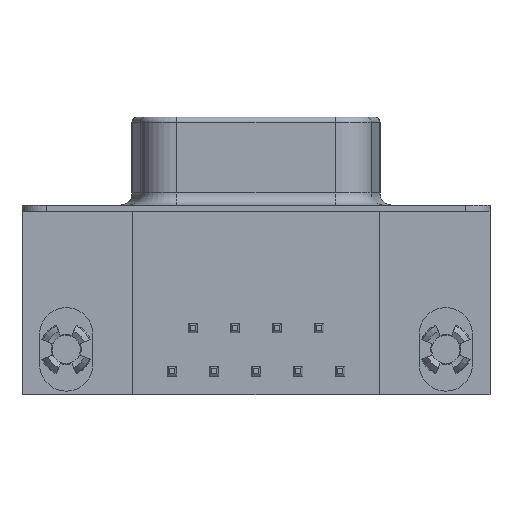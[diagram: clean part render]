
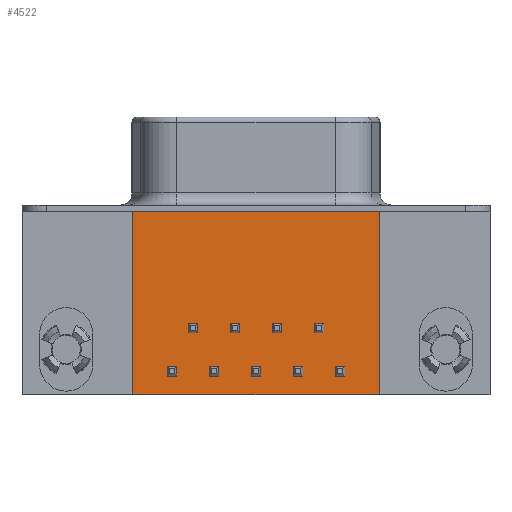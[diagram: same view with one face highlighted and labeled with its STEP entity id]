
A CAD part, front view. The second image highlights one B-rep face of the part: STEP entity #4522.
In plain terms, the highlighted planar face has unit normal (0, -1, 0).
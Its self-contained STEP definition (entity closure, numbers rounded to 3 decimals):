
#574 = VERTEX_POINT ( 'NONE', #9744 ) ;
#601 = EDGE_CURVE ( 'NONE', #9285, #574, #2225, .T. ) ;
#785 = DIRECTION ( 'NONE',  ( 0., 0., 1. ) ) ;
#1396 = EDGE_CURVE ( 'NONE', #4104, #9426, #6673, .T. ) ;
#1484 = AXIS2_PLACEMENT_3D ( 'NONE', #9508, #1726, #9475 ) ;
#1726 = DIRECTION ( 'NONE',  ( 0., -1., 0. ) ) ;
#2225 = LINE ( 'NONE', #7664, #5886 ) ;
#2412 = CARTESIAN_POINT ( 'NONE',  ( -8.129, -5.775, 9.1 ) ) ;
#3011 = LINE ( 'NONE', #4882, #9888 ) ;
#3741 = DIRECTION ( 'NONE',  ( 1., 0., 0. ) ) ;
#3799 = CARTESIAN_POINT ( 'NONE',  ( -8.129, -5.775, -3. ) ) ;
#3800 = CARTESIAN_POINT ( 'NONE',  ( 8.129, -5.775, 9.1 ) ) ;
#4089 = ORIENTED_EDGE ( 'NONE', *, *, #601, .T. ) ;
#4104 = VERTEX_POINT ( 'NONE', #9660 ) ;
#4207 = ORIENTED_EDGE ( 'NONE', *, *, #1396, .T. ) ;
#4231 = FACE_OUTER_BOUND ( 'NONE', #8663, .T. ) ;
#4452 = EDGE_CURVE ( 'NONE', #574, #4104, #7726, .T. ) ;
#4522 = ADVANCED_FACE ( 'NONE', ( #4231 ), #8739, .T. ) ;
#4768 = VECTOR ( 'NONE', #5390, 1000. ) ;
#4882 = CARTESIAN_POINT ( 'NONE',  ( -8.129, -5.775, 9.1 ) ) ;
#5088 = EDGE_CURVE ( 'NONE', #9426, #9285, #3011, .T. ) ;
#5193 = ORIENTED_EDGE ( 'NONE', *, *, #5088, .T. ) ;
#5390 = DIRECTION ( 'NONE',  ( -1., 0., 0. ) ) ;
#5438 = CARTESIAN_POINT ( 'NONE',  ( 8.129, -5.775, -3. ) ) ;
#5886 = VECTOR ( 'NONE', #3741, 1000. ) ;
#6302 = VECTOR ( 'NONE', #785, 1000. ) ;
#6673 = LINE ( 'NONE', #3800, #4768 ) ;
#7664 = CARTESIAN_POINT ( 'NONE',  ( -8.129, -5.775, -3. ) ) ;
#7726 = LINE ( 'NONE', #5438, #6302 ) ;
#7994 = DIRECTION ( 'NONE',  ( 0., 0., -1. ) ) ;
#8310 = ORIENTED_EDGE ( 'NONE', *, *, #4452, .T. ) ;
#8663 = EDGE_LOOP ( 'NONE', ( #5193, #4089, #8310, #4207 ) ) ;
#8739 = PLANE ( 'NONE',  #1484 ) ;
#9285 = VERTEX_POINT ( 'NONE', #3799 ) ;
#9426 = VERTEX_POINT ( 'NONE', #2412 ) ;
#9475 = DIRECTION ( 'NONE',  ( 0., 0., -1. ) ) ;
#9508 = CARTESIAN_POINT ( 'NONE',  ( 0., -5.775, 0. ) ) ;
#9660 = CARTESIAN_POINT ( 'NONE',  ( 8.129, -5.775, 9.1 ) ) ;
#9744 = CARTESIAN_POINT ( 'NONE',  ( 8.129, -5.775, -3. ) ) ;
#9888 = VECTOR ( 'NONE', #7994, 1000. ) ;
